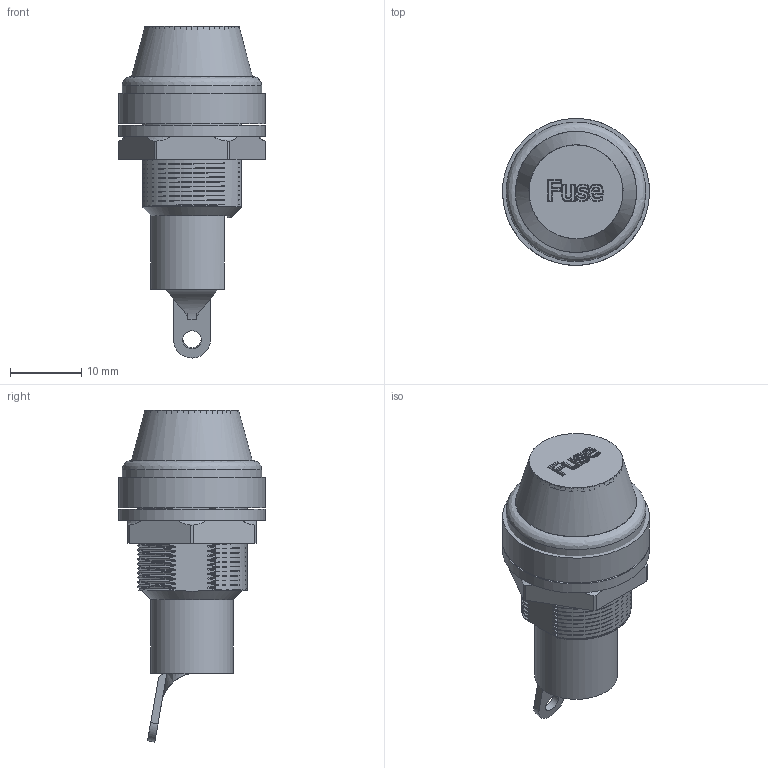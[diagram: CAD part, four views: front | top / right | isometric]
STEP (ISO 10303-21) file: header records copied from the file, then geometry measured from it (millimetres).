
FILE_DESCRIPTION(('FreeCAD Model'),'2;1');
FILE_NAME('Open CASCADE Shape Model','2025-04-17T13:38:20',('FreeCAD'),( 'FreeCAD'),'Open CASCADE STEP processor 7.6','FreeCAD','Unknown');
FILE_SCHEMA(('AUTOMOTIVE_DESIGN { 1 0 10303 214 1 1 1 1 }'));
Products named in the file (1): Open CASCADE STEP translator 7.6 1
Bounding box: 20.67 x 20.65 x 46.68 mm (x, y, z)
Volume: 5854.4 mm3; surface area: 8822.6 mm2
Topology: 9 solids, 9 shells, 637 faces, 1630 edges, 1003 vertices
Faces by surface type: bspline 637
Entity records: 36384 total; most frequent: CARTESIAN_POINT 26648, ORIENTED_EDGE 3260, EDGE_CURVE 1630, B_SPLINE_CURVE_WITH_KNOTS 1389, VERTEX_POINT 1003, FACE_BOUND 698, EDGE_LOOP 698, ADVANCED_FACE 637
